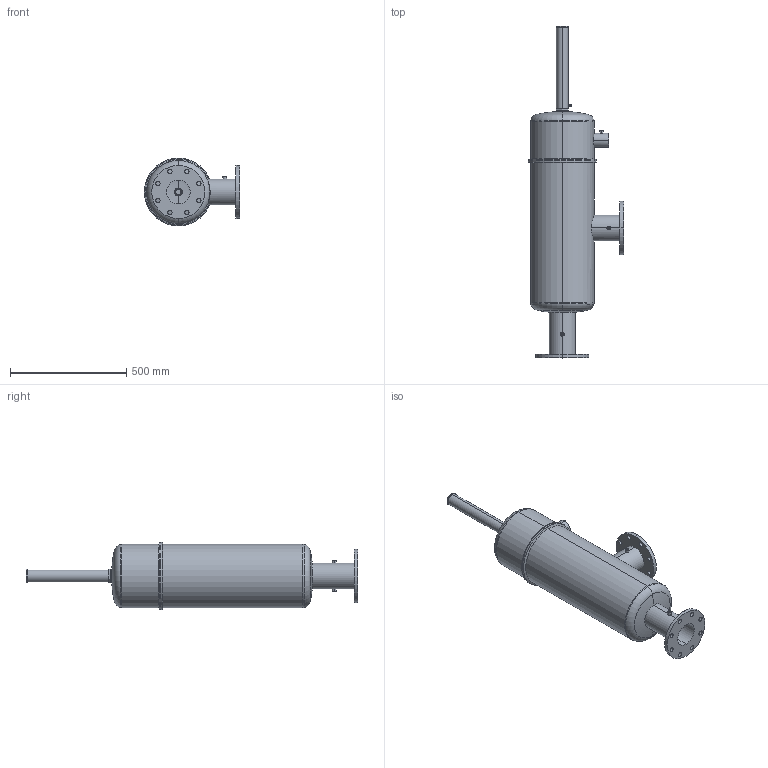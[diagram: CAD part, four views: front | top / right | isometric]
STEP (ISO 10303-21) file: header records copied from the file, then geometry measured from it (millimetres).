
FILE_DESCRIPTION (( 'STEP AP203' ), '1' );
FILE_NAME ('CL4-90.STEP', '2020-07-17T16:31:14', ( '' ), ( '' ), 'SwSTEP 2.0', 'SolidWorks 2017', '' );
FILE_SCHEMA (( 'CONFIG_CONTROL_DESIGN' ));
Length unit declared in the file: inch
Products named in the file (1): CL4-90
Bounding box: 409.71 x 1427.5 x 292.11 mm (x, y, z)
Volume: 6064110.2 mm3; surface area: 2079911.8 mm2
Topology: 5 solids, 5 shells, 155 faces, 376 edges, 234 vertices
Faces by surface type: cylinder 92, plane 31, torus 24, cone 8
Entity records: 5936 total; most frequent: CARTESIAN_POINT 2027, DIRECTION 850, ORIENTED_EDGE 752, EDGE_CURVE 376, AXIS2_PLACEMENT_3D 354, VERTEX_POINT 234, EDGE_LOOP 212, CIRCLE 198
